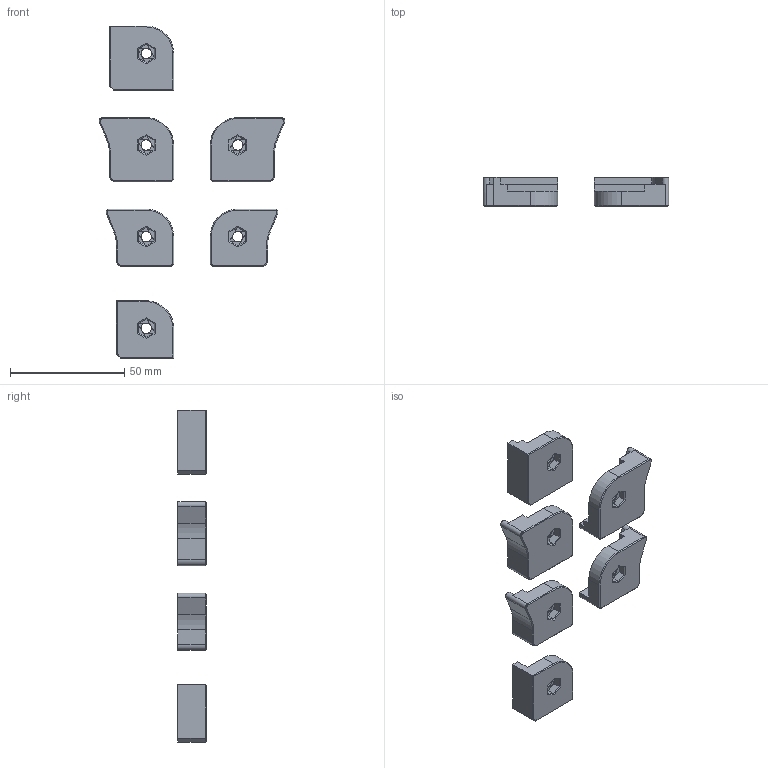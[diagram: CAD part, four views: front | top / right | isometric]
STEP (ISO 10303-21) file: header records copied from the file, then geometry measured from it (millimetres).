
FILE_DESCRIPTION(/* description */ (''),/* implementation_level */ '2;1');
FILE_NAME(/* name */ 'Bed Build Plate Alignment Stops v6.step',/* time_stamp */ '2024-04-23T22:17:02+08:00',/* author */ (''),/* organization */ (''),/* preprocessor_version */ 'ST-DEVELOPER v20',/* originating_system */ 'Autodesk Translation Framework v12.20.1.177',/* authorisation */ '');
FILE_SCHEMA (('AUTOMOTIVE_DESIGN { 1 0 10303 214 3 1 1 }'));
Length unit declared in the file: millimetre
Products named in the file (5): Bed Build Plate Alignment Stops; Bed Build Plate Alignment Stops_1; v2 250; v2 256; v1 256
Assembly tree (4 placements, depth 2):
  Bed Build Plate Alignment Stops
    Bed Build Plate Alignment Stops_1
    v2 250
    v2 256
    v1 256
Bounding box: 81 x 12.6 x 145 mm (x, y, z)
Volume: 33232 mm3; surface area: 16620.4 mm2
Topology: 6 solids, 6 shells, 303 faces, 761 edges, 470 vertices
Faces by surface type: plane 249, cylinder 32, cone 22
Full cylindrical faces by diameter (mm): 4.5 x6
Entity records: 9004 total; most frequent: CARTESIAN_POINT 1543, ORIENTED_EDGE 1522, DIRECTION 1499, EDGE_CURVE 761, LINE 647, VECTOR 647, VERTEX_POINT 470, AXIS2_PLACEMENT_3D 426
